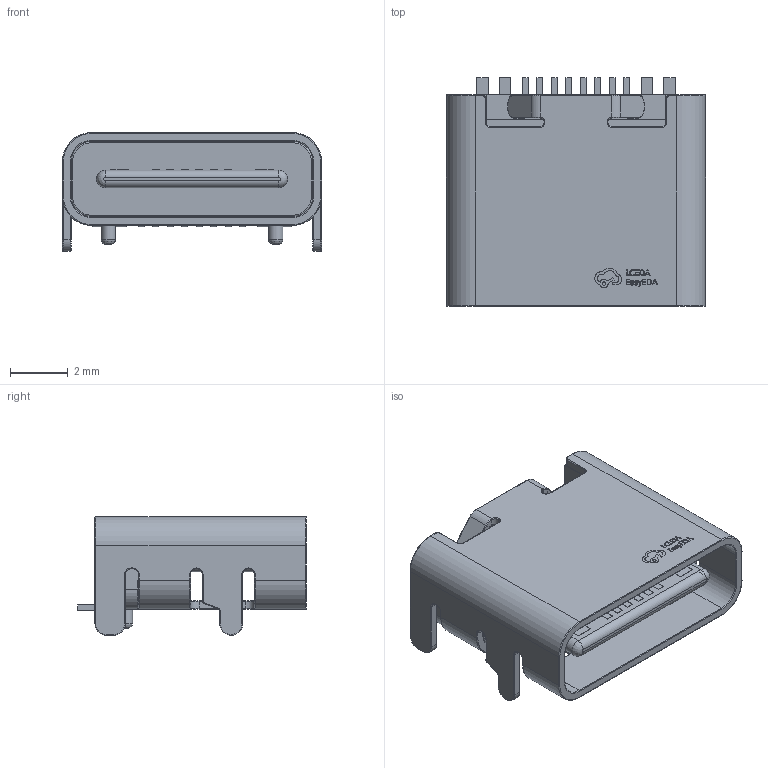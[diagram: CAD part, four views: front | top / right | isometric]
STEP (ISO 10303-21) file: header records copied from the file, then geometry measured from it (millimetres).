
FILE_DESCRIPTION(('FreeCAD Model'),'2;1');
FILE_NAME('Open CASCADE Shape Model','2024-04-01T23:09:41',(''),(''), 'Open CASCADE STEP processor 7.6','FreeCAD','Unknown');
FILE_SCHEMA(('AUTOMOTIVE_DESIGN { 1 0 10303 214 1 1 1 1 }'));
Length unit declared in the file: millimetre
Products named in the file (3): USB1; USB-3.1-SMD_U262-161N-4BVC11; SOLID
Assembly tree (2 placements, depth 3):
  USB1
    USB-3.1-SMD_U262-161N-4BVC11
      SOLID
Bounding box: 8.94 x 7.9 x 4.1 mm (x, y, z)
Volume: 126.2 mm3; surface area: 382.7 mm2
Topology: 1 solids, 1 shells, 812 faces, 2036 edges, 1266 vertices
Faces by surface type: plane 395, cylinder 179, torus 116, bspline 116, revolution 6
Entity records: 58894 total; most frequent: CARTESIAN_POINT 13073, DIRECTION 7189, LINE 4694, VECTOR 4694, ORIENTED_EDGE 4068, PCURVE 4068, DEFINITIONAL_REPRESENTATION 4068, EDGE_CURVE 2034
